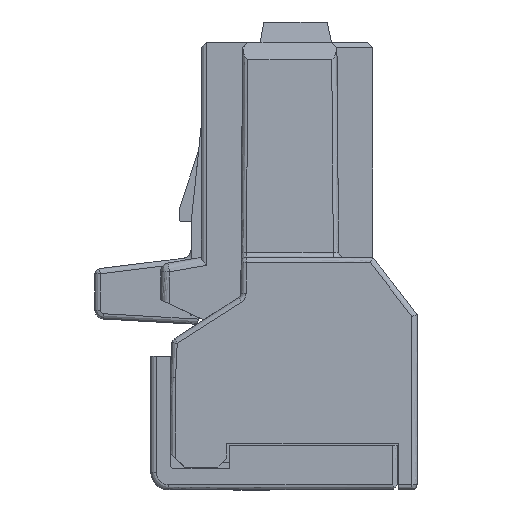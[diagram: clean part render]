
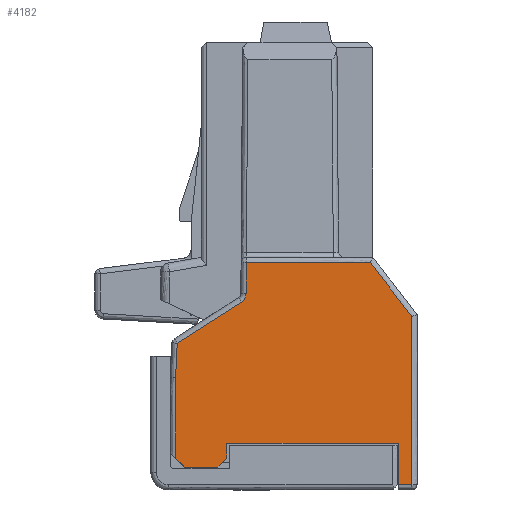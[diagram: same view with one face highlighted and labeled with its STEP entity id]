
A CAD part, left-side view. The second image highlights one B-rep face of the part: STEP entity #4182.
In plain terms, the highlighted free-form (B-spline) face has degree [1, 1] with [2, 2] control points.
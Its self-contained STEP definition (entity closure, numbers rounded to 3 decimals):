
#3115=CARTESIAN_POINT('',(-0.688,12.65,5.731));
#3116=VERTEX_POINT('',#3115);
#3128=CARTESIAN_POINT('',(-0.688,12.65,1.145));
#3129=VERTEX_POINT('',#3128);
#3144=CARTESIAN_POINT('',(-0.688,12.65,1.145));
#3145=CARTESIAN_POINT('',(-0.688,12.65,5.731));
#3146=B_SPLINE_CURVE_WITH_KNOTS('',1,(#3144,#3145),.POLYLINE_FORM.,.F.,.U.,(2,2),(0.,1.),.UNSPECIFIED.);
#3147=EDGE_CURVE('',#3129,#3116,#3146,.T.);
#3226=CARTESIAN_POINT('',(-0.688,12.15,0.645));
#3227=VERTEX_POINT('',#3226);
#3233=CARTESIAN_POINT('',(-0.688,12.15,0.645));
#3234=CARTESIAN_POINT('',(-0.688,12.65,1.145));
#3235=B_SPLINE_CURVE_WITH_KNOTS('',1,(#3233,#3234),.POLYLINE_FORM.,.F.,.U.,(2,2),(0.,1.),.UNSPECIFIED.);
#3236=EDGE_CURVE('',#3227,#3129,#3235,.T.);
#4068=CARTESIAN_POINT('',(-0.688,12.558,7.676));
#4069=VERTEX_POINT('',#4068);
#4070=CARTESIAN_POINT('',(-0.688,12.65,5.731));
#4071=CARTESIAN_POINT('',(-0.688,12.558,7.676));
#4072=B_SPLINE_CURVE_WITH_KNOTS('',1,(#4070,#4071),.POLYLINE_FORM.,.F.,.U.,(2,2),(0.,1.),.UNSPECIFIED.);
#4073=EDGE_CURVE('',#3116,#4069,#4072,.T.);
#4089=CARTESIAN_POINT('',(-0.688,-86.289,104.008));
#4090=CARTESIAN_POINT('',(-0.688,-86.289,-82.82));
#4091=CARTESIAN_POINT('',(-0.688,99.992,104.008));
#4092=CARTESIAN_POINT('',(-0.688,99.992,-82.82));
#4093=B_SPLINE_SURFACE_WITH_KNOTS('',1,1,((#4089,#4090),(#4091,#4092)),.PLANE_SURF.,.F.,.F.,.U.,(2,2),(2,2),(-0.186,1.222),(-0.193,1.212),.UNSPECIFIED.);
#4094=CARTESIAN_POINT('',(-0.688,9.75,1.995));
#4095=VERTEX_POINT('',#4094);
#4096=CARTESIAN_POINT('',(-0.688,9.75,1.145));
#4097=VERTEX_POINT('',#4096);
#4098=CARTESIAN_POINT('',(-0.688,9.75,1.995));
#4099=CARTESIAN_POINT('',(-0.688,9.75,1.145));
#4100=B_SPLINE_CURVE_WITH_KNOTS('',1,(#4098,#4099),.POLYLINE_FORM.,.F.,.U.,(2,2),(0.,1.),.UNSPECIFIED.);
#4101=EDGE_CURVE('',#4095,#4097,#4100,.T.);
#4102=ORIENTED_EDGE('',*,*,#4101,.F.);
#4103=CARTESIAN_POINT('',(-0.688,0.,1.995));
#4104=VERTEX_POINT('',#4103);
#4105=CARTESIAN_POINT('',(-0.688,0.,1.995));
#4106=CARTESIAN_POINT('',(-0.688,9.75,1.995));
#4107=B_SPLINE_CURVE_WITH_KNOTS('',1,(#4105,#4106),.POLYLINE_FORM.,.F.,.U.,(2,2),(0.,1.),.UNSPECIFIED.);
#4108=EDGE_CURVE('',#4104,#4095,#4107,.T.);
#4109=ORIENTED_EDGE('',*,*,#4108,.F.);
#4110=CARTESIAN_POINT('',(-0.688,0.,-0.355));
#4111=VERTEX_POINT('',#4110);
#4112=CARTESIAN_POINT('',(-0.688,0.,-0.355));
#4113=CARTESIAN_POINT('',(-0.688,0.,1.995));
#4114=B_SPLINE_CURVE_WITH_KNOTS('',1,(#4112,#4113),.POLYLINE_FORM.,.F.,.U.,(2,2),(0.,1.),.UNSPECIFIED.);
#4115=EDGE_CURVE('',#4111,#4104,#4114,.T.);
#4116=ORIENTED_EDGE('',*,*,#4115,.F.);
#4117=CARTESIAN_POINT('',(-0.688,-0.75,-0.355));
#4118=VERTEX_POINT('',#4117);
#4119=CARTESIAN_POINT('',(-0.688,-0.75,-0.355));
#4120=CARTESIAN_POINT('',(-0.688,0.,-0.355));
#4121=B_SPLINE_CURVE_WITH_KNOTS('',1,(#4119,#4120),.POLYLINE_FORM.,.F.,.U.,(2,2),(0.,1.),.UNSPECIFIED.);
#4122=EDGE_CURVE('',#4118,#4111,#4121,.T.);
#4123=ORIENTED_EDGE('',*,*,#4122,.F.);
#4124=CARTESIAN_POINT('',(-0.688,-0.75,9.193));
#4125=VERTEX_POINT('',#4124);
#4126=CARTESIAN_POINT('',(-0.688,-0.75,9.193));
#4127=CARTESIAN_POINT('',(-0.688,-0.75,-0.355));
#4128=B_SPLINE_CURVE_WITH_KNOTS('',1,(#4126,#4127),.POLYLINE_FORM.,.F.,.U.,(2,2),(0.,1.),.UNSPECIFIED.);
#4129=EDGE_CURVE('',#4125,#4118,#4128,.T.);
#4130=ORIENTED_EDGE('',*,*,#4129,.F.);
#4131=CARTESIAN_POINT('',(-0.688,1.6,12.245));
#4132=VERTEX_POINT('',#4131);
#4133=CARTESIAN_POINT('',(-0.688,1.6,12.245));
#4134=CARTESIAN_POINT('',(-0.688,-0.75,9.193));
#4135=B_SPLINE_CURVE_WITH_KNOTS('',1,(#4133,#4134),.POLYLINE_FORM.,.F.,.U.,(2,2),(0.,1.),.UNSPECIFIED.);
#4136=EDGE_CURVE('',#4132,#4125,#4135,.T.);
#4137=ORIENTED_EDGE('',*,*,#4136,.F.);
#4138=CARTESIAN_POINT('',(-0.688,8.637,12.245));
#4139=VERTEX_POINT('',#4138);
#4140=CARTESIAN_POINT('',(-0.688,8.637,12.245));
#4141=CARTESIAN_POINT('',(-0.688,1.6,12.245));
#4142=B_SPLINE_CURVE_WITH_KNOTS('',1,(#4140,#4141),.POLYLINE_FORM.,.F.,.U.,(2,2),(0.,1.),.UNSPECIFIED.);
#4143=EDGE_CURVE('',#4139,#4132,#4142,.T.);
#4144=ORIENTED_EDGE('',*,*,#4143,.F.);
#4145=CARTESIAN_POINT('',(-0.688,8.649,10.506));
#4146=VERTEX_POINT('',#4145);
#4147=CARTESIAN_POINT('',(-0.688,8.649,10.506));
#4148=CARTESIAN_POINT('',(-0.688,8.637,12.245));
#4149=B_SPLINE_CURVE_WITH_KNOTS('',1,(#4147,#4148),.POLYLINE_FORM.,.F.,.U.,(2,2),(0.,1.),.UNSPECIFIED.);
#4150=EDGE_CURVE('',#4146,#4139,#4149,.T.);
#4151=ORIENTED_EDGE('',*,*,#4150,.F.);
#4152=CARTESIAN_POINT('',(-0.688,8.925,10.005));
#4153=VERTEX_POINT('',#4152);
#4154=CARTESIAN_POINT('',(-0.688,8.925,10.005));
#4155=CARTESIAN_POINT('',(-0.688,8.651,10.18));
#4156=CARTESIAN_POINT('',(-0.688,8.649,10.506));
#4157=(BOUNDED_CURVE()B_SPLINE_CURVE(2,(#4154,#4155,#4156),.CIRCULAR_ARC.,.F.,.U.)B_SPLINE_CURVE_WITH_KNOTS((3,3),(0.,1.),.UNSPECIFIED.)CURVE()GEOMETRIC_REPRESENTATION_ITEM()RATIONAL_B_SPLINE_CURVE((1.,0.879,1.))REPRESENTATION_ITEM(''));
#4158=EDGE_CURVE('',#4153,#4146,#4157,.T.);
#4159=ORIENTED_EDGE('',*,*,#4158,.F.);
#4160=CARTESIAN_POINT('',(-0.688,12.558,7.676));
#4161=CARTESIAN_POINT('',(-0.688,8.925,10.005));
#4162=B_SPLINE_CURVE_WITH_KNOTS('',1,(#4160,#4161),.POLYLINE_FORM.,.F.,.U.,(2,2),(0.,1.),.UNSPECIFIED.);
#4163=EDGE_CURVE('',#4069,#4153,#4162,.T.);
#4164=ORIENTED_EDGE('',*,*,#4163,.F.);
#4165=ORIENTED_EDGE('',*,*,#4073,.F.);
#4166=ORIENTED_EDGE('',*,*,#3147,.F.);
#4167=ORIENTED_EDGE('',*,*,#3236,.F.);
#4168=CARTESIAN_POINT('',(-0.688,10.25,0.645));
#4169=VERTEX_POINT('',#4168);
#4170=CARTESIAN_POINT('',(-0.688,10.25,0.645));
#4171=CARTESIAN_POINT('',(-0.688,12.15,0.645));
#4172=B_SPLINE_CURVE_WITH_KNOTS('',1,(#4170,#4171),.POLYLINE_FORM.,.F.,.U.,(2,2),(0.,1.),.UNSPECIFIED.);
#4173=EDGE_CURVE('',#4169,#3227,#4172,.T.);
#4174=ORIENTED_EDGE('',*,*,#4173,.F.);
#4175=CARTESIAN_POINT('',(-0.688,9.75,1.145));
#4176=CARTESIAN_POINT('',(-0.688,10.25,0.645));
#4177=B_SPLINE_CURVE_WITH_KNOTS('',1,(#4175,#4176),.POLYLINE_FORM.,.F.,.U.,(2,2),(0.,1.),.UNSPECIFIED.);
#4178=EDGE_CURVE('',#4097,#4169,#4177,.T.);
#4179=ORIENTED_EDGE('',*,*,#4178,.F.);
#4180=EDGE_LOOP('',(#4102,#4109,#4116,#4123,#4130,#4137,#4144,#4151,#4159,#4164,#4165,#4166,#4167,#4174,#4179));
#4181=FACE_OUTER_BOUND('',#4180,.T.);
#4182=ADVANCED_FACE('',(#4181),#4093,.T.);
